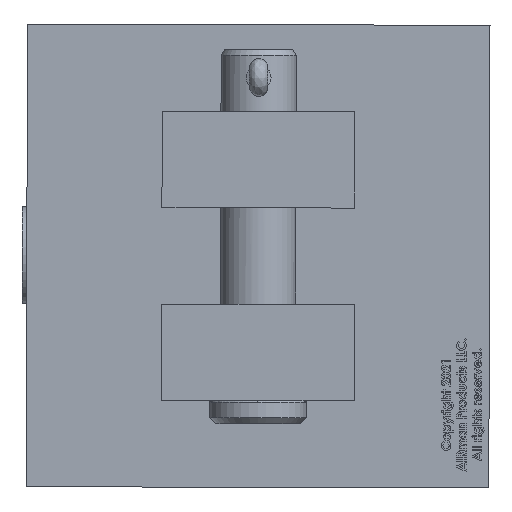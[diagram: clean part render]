
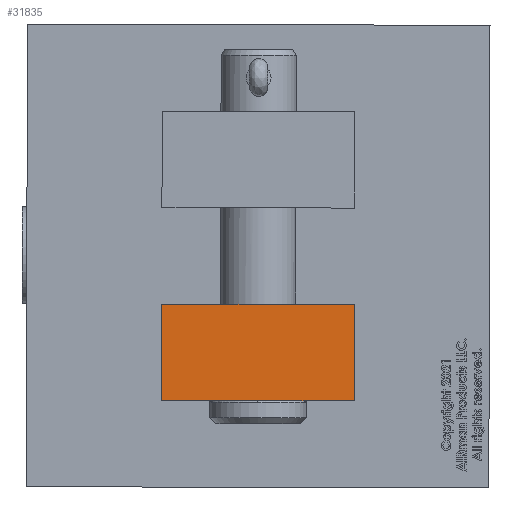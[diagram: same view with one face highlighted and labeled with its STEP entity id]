
A CAD part, left-side view. The second image highlights one B-rep face of the part: STEP entity #31835.
In plain terms, the highlighted planar face has unit normal (-1, 0, 0).
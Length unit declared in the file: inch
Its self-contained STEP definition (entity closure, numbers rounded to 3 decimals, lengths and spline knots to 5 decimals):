
#969 = EDGE_CURVE ( 'NONE', #69830, #20133, #74583, .T. ) ;
#10683 = DIRECTION ( 'NONE',  ( -1., 0., 0. ) ) ;
#10813 = EDGE_CURVE ( 'NONE', #20133, #83093, #81994, .T. ) ;
#12999 = VECTOR ( 'NONE', #18298, 39.37008 ) ;
#17686 = ORIENTED_EDGE ( 'NONE', *, *, #20023, .T. ) ;
#18298 = DIRECTION ( 'NONE',  ( 0., 0.003, -1. ) ) ;
#20012 = EDGE_CURVE ( 'NONE', #83093, #82539, #54766, .T. ) ;
#20023 = EDGE_CURVE ( 'NONE', #69830, #82539, #34386, .T. ) ;
#20133 = VERTEX_POINT ( 'NONE', #83866 ) ;
#22746 = AXIS2_PLACEMENT_3D ( 'NONE', #75670, #10683, #23236 ) ;
#23236 = DIRECTION ( 'NONE',  ( 0., 0., 1. ) ) ;
#23785 = VECTOR ( 'NONE', #33073, 39.37008 ) ;
#29722 = CARTESIAN_POINT ( 'NONE',  ( -10.1125, 0.62609, -0.62441 ) ) ;
#31835 = ADVANCED_FACE ( 'NONE', ( #75851 ), #49699, .T. ) ;
#33073 = DIRECTION ( 'NONE',  ( 0., -1., -0.003 ) ) ;
#34386 = LINE ( 'NONE', #64717, #76237 ) ;
#34693 = EDGE_LOOP ( 'NONE', ( #17686, #73745, #79440, #48141 ) ) ;
#39378 = CARTESIAN_POINT ( 'NONE',  ( -10.1125, 0.0003, -0.3135 ) ) ;
#48141 = ORIENTED_EDGE ( 'NONE', *, *, #969, .F. ) ;
#49699 = PLANE ( 'NONE',  #22746 ) ;
#50495 = DIRECTION ( 'NONE',  ( 0., -1., -0.003 ) ) ;
#54192 = VECTOR ( 'NONE', #74765, 39.37008 ) ;
#54766 = LINE ( 'NONE', #84130, #12999 ) ;
#59510 = CARTESIAN_POINT ( 'NONE',  ( -10.1125, 0.62688, -0.93691 ) ) ;
#64717 = CARTESIAN_POINT ( 'NONE',  ( -10.1125, 0.00188, -0.9385 ) ) ;
#69830 = VERTEX_POINT ( 'NONE', #59510 ) ;
#71073 = CARTESIAN_POINT ( 'NONE',  ( -10.1125, -0.6247, -0.31509 ) ) ;
#73745 = ORIENTED_EDGE ( 'NONE', *, *, #20012, .F. ) ;
#74583 = LINE ( 'NONE', #29722, #54192 ) ;
#74765 = DIRECTION ( 'NONE',  ( 0., -0.003, 1. ) ) ;
#74942 = CARTESIAN_POINT ( 'NONE',  ( -10.1125, -0.62311, -0.94009 ) ) ;
#75670 = CARTESIAN_POINT ( 'NONE',  ( -10.1125, -0.63221, -0.94385 ) ) ;
#75851 = FACE_OUTER_BOUND ( 'NONE', #34693, .T. ) ;
#76237 = VECTOR ( 'NONE', #50495, 39.37008 ) ;
#79440 = ORIENTED_EDGE ( 'NONE', *, *, #10813, .F. ) ;
#81994 = LINE ( 'NONE', #39378, #23785 ) ;
#82539 = VERTEX_POINT ( 'NONE', #74942 ) ;
#83093 = VERTEX_POINT ( 'NONE', #71073 ) ;
#83866 = CARTESIAN_POINT ( 'NONE',  ( -10.1125, 0.62529, -0.31191 ) ) ;
#84130 = CARTESIAN_POINT ( 'NONE',  ( -10.1125, -0.62391, -0.62759 ) ) ;
